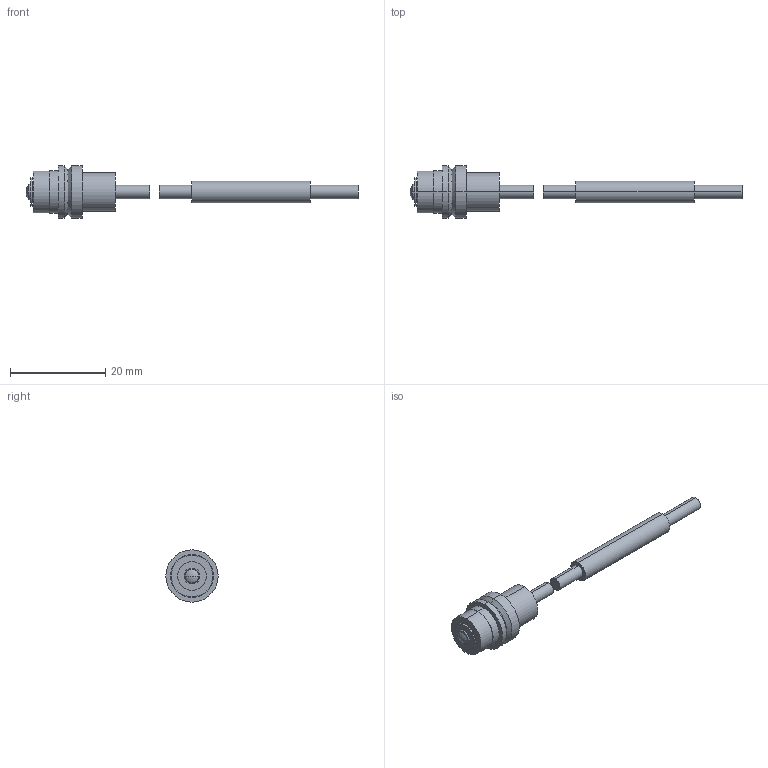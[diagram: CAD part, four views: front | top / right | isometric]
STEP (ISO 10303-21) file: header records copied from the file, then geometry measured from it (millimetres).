
FILE_DESCRIPTION (( 'STEP AP203' ), '1' );
FILE_NAME ('STM64A-L.STEP', '2017-11-24T01:25:55', ( '' ), ( '' ), 'SwSTEP 2.0', 'SolidWorks 2017', '' );
FILE_SCHEMA (( 'CONFIG_CONTROL_DESIGN' ));
Length unit declared in the file: millimetre
Products named in the file (1): STM64A-L
Bounding box: 69.8 x 11 x 11 mm (x, y, z)
Volume: 1694.1 mm3; surface area: 1360 mm2
Topology: 2 solids, 2 shells, 45 faces, 88 edges, 57 vertices
Faces by surface type: cylinder 24, plane 13, cone 4, sphere 2, torus 2
Entity records: 1257 total; most frequent: DIRECTION 240, CARTESIAN_POINT 191, ORIENTED_EDGE 176, AXIS2_PLACEMENT_3D 106, EDGE_CURVE 88, CIRCLE 60, VERTEX_POINT 57, EDGE_LOOP 55
